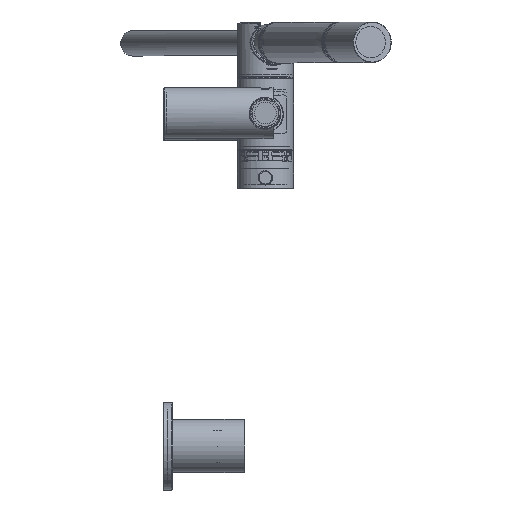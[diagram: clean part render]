
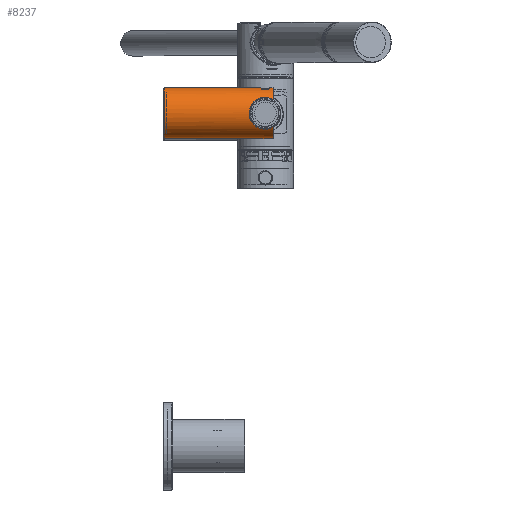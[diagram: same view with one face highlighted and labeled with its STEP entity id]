
A CAD part, top view. The second image highlights one B-rep face of the part: STEP entity #8237.
In plain terms, the highlighted cylindrical face has radius 15 mm (diameter 30 mm), a full revolution.
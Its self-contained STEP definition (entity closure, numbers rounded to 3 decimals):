
#1027=B_SPLINE_CURVE_WITH_KNOTS('',3,(#14481,#14482,#14483,#14484,#14485,
#14486,#14487,#14488,#14489,#14490,#14491,#14492),.UNSPECIFIED.,.T.,.F.,
(1,1,1,1,1,1,1,1,1,1,1,1,1,1,1,1),(-0.005,-0.004,
-0.002,0.,0.002,0.004,0.006,
0.008,0.01,0.011,0.012,
0.014,0.016,0.017,0.019,
0.021),.UNSPECIFIED.);
#1028=B_SPLINE_CURVE_WITH_KNOTS('',3,(#14494,#14495,#14496,#14497,#14498,
#14499,#14500,#14501,#14502,#14503,#14504,#14505,#14506,#14507,#14508,#14509,
#14510,#14511,#14512),.UNSPECIFIED.,.F.,.F.,(4,1,1,1,1,1,1,1,1,1,1,1,1,
1,1,1,4),(0.,0.003,0.005,0.008,
0.01,0.013,0.016,0.018,
0.021,0.023,0.026,0.029,
0.031,0.034,0.036,0.039,
0.041),.UNSPECIFIED.);
#1029=B_SPLINE_CURVE_WITH_KNOTS('',3,(#14517,#14518,#14519,#14520,#14521,
#14522,#14523,#14524,#14525,#14526,#14527,#14528,#14529,#14530,#14531,#14532,
#14533,#14534,#14535),.UNSPECIFIED.,.F.,.F.,(4,1,1,1,1,1,1,1,1,1,1,1,1,
1,1,1,4),(0.,0.003,0.005,0.008,
0.01,0.013,0.016,0.018,
0.021,0.023,0.026,0.029,
0.031,0.034,0.036,0.039,
0.042),.UNSPECIFIED.);
#1345=CYLINDRICAL_SURFACE('',#10716,15.);
#1633=ORIENTED_EDGE('',*,*,#3957,.F.);
#1634=ORIENTED_EDGE('',*,*,#3958,.T.);
#1635=ORIENTED_EDGE('',*,*,#3959,.T.);
#1636=ORIENTED_EDGE('',*,*,#3960,.T.);
#1637=ORIENTED_EDGE('',*,*,#3961,.T.);
#1638=ORIENTED_EDGE('',*,*,#3962,.T.);
#3957=EDGE_CURVE('',#6524,#6524,#1027,.T.);
#3958=EDGE_CURVE('',#6525,#6526,#1028,.T.);
#3959=EDGE_CURVE('',#6526,#6527,#5134,.T.);
#3960=EDGE_CURVE('',#6527,#6528,#1029,.T.);
#3961=EDGE_CURVE('',#6528,#6525,#5135,.T.);
#3962=EDGE_CURVE('',#6529,#6529,#5136,.F.);
#5134=CIRCLE('',#10717,15.);
#5135=CIRCLE('',#10718,15.);
#5136=CIRCLE('',#10719,15.);
#5741=EDGE_LOOP('',(#1633));
#5742=EDGE_LOOP('',(#1634,#1635,#1636,#1637));
#5743=EDGE_LOOP('',(#1638));
#6524=VERTEX_POINT('',#14493);
#6525=VERTEX_POINT('',#14513);
#6526=VERTEX_POINT('',#14514);
#6527=VERTEX_POINT('',#14516);
#6528=VERTEX_POINT('',#14536);
#6529=VERTEX_POINT('',#14539);
#7403=FACE_BOUND('',#5741,.T.);
#7404=FACE_BOUND('',#5742,.T.);
#7405=FACE_BOUND('',#5743,.T.);
#8237=ADVANCED_FACE('',(#7403,#7404,#7405),#1345,.T.);
#10716=AXIS2_PLACEMENT_3D('',#14480,#11910,#11911);
#10717=AXIS2_PLACEMENT_3D('',#14515,#11912,#11913);
#10718=AXIS2_PLACEMENT_3D('',#14537,#11914,#11915);
#10719=AXIS2_PLACEMENT_3D('',#14538,#11916,#11917);
#11910=DIRECTION('',(-1.,0.,0.));
#11911=DIRECTION('',(0.,0.,1.));
#11912=DIRECTION('',(-1.,0.,0.));
#11913=DIRECTION('',(0.,0.,1.));
#11914=DIRECTION('',(-1.,0.,0.));
#11915=DIRECTION('',(0.,0.,1.));
#11916=DIRECTION('',(-1.,0.,0.));
#11917=DIRECTION('',(0.,0.,1.));
#14480=CARTESIAN_POINT('',(65.,0.,0.));
#14481=CARTESIAN_POINT('',(60.045,-2.611,-14.767));
#14482=CARTESIAN_POINT('',(58.082,-1.942,-14.894));
#14483=CARTESIAN_POINT('',(57.125,-0.046,-15.051));
#14484=CARTESIAN_POINT('',(58.019,1.89,-14.903));
#14485=CARTESIAN_POINT('',(59.96,2.608,-14.766));
#14486=CARTESIAN_POINT('',(61.916,1.94,-14.895));
#14487=CARTESIAN_POINT('',(62.711,0.376,-15.023));
#14488=CARTESIAN_POINT('',(62.437,-0.934,-14.98));
#14489=CARTESIAN_POINT('',(61.656,-2.,-14.879));
#14490=CARTESIAN_POINT('',(60.045,-2.611,-14.767));
#14491=CARTESIAN_POINT('',(58.082,-1.942,-14.894));
#14492=CARTESIAN_POINT('',(57.125,-0.046,-15.051));
#14493=CARTESIAN_POINT('',(58.25,-1.737,-14.899));
#14494=CARTESIAN_POINT('',(64.8,12.527,8.25));
#14495=CARTESIAN_POINT('',(64.098,12.251,8.67));
#14496=CARTESIAN_POINT('',(62.587,11.756,9.329));
#14497=CARTESIAN_POINT('',(60.02,11.44,9.7));
#14498=CARTESIAN_POINT('',(57.439,11.748,9.339));
#14499=CARTESIAN_POINT('',(55.159,12.494,8.347));
#14500=CARTESIAN_POINT('',(53.249,13.393,6.848));
#14501=CARTESIAN_POINT('',(51.763,14.235,4.905));
#14502=CARTESIAN_POINT('',(50.789,14.844,2.604));
#14503=CARTESIAN_POINT('',(50.433,15.076,0.006));
#14504=CARTESIAN_POINT('',(50.777,14.852,-2.554));
#14505=CARTESIAN_POINT('',(51.75,14.242,-4.888));
#14506=CARTESIAN_POINT('',(53.24,13.398,-6.839));
#14507=CARTESIAN_POINT('',(55.148,12.498,-8.34));
#14508=CARTESIAN_POINT('',(57.428,11.751,-9.335));
#14509=CARTESIAN_POINT('',(60.003,11.441,-9.699));
#14510=CARTESIAN_POINT('',(62.572,11.751,-9.335));
#14511=CARTESIAN_POINT('',(64.096,12.25,-8.671));
#14512=CARTESIAN_POINT('',(64.8,12.527,-8.25));
#14513=CARTESIAN_POINT('',(64.8,12.527,8.25));
#14514=CARTESIAN_POINT('',(64.8,12.527,-8.25));
#14515=CARTESIAN_POINT('',(64.8,0.,0.));
#14516=CARTESIAN_POINT('',(64.8,-12.527,-8.25));
#14517=CARTESIAN_POINT('',(64.8,-12.527,-8.25));
#14518=CARTESIAN_POINT('',(64.096,-12.25,-8.671));
#14519=CARTESIAN_POINT('',(62.571,-11.751,-9.335));
#14520=CARTESIAN_POINT('',(60.002,-11.441,-9.699));
#14521=CARTESIAN_POINT('',(57.427,-11.751,-9.335));
#14522=CARTESIAN_POINT('',(55.147,-12.498,-8.34));
#14523=CARTESIAN_POINT('',(53.239,-13.398,-6.838));
#14524=CARTESIAN_POINT('',(51.75,-14.243,-4.888));
#14525=CARTESIAN_POINT('',(50.777,-14.852,-2.553));
#14526=CARTESIAN_POINT('',(50.433,-15.076,0.007));
#14527=CARTESIAN_POINT('',(50.79,-14.843,2.605));
#14528=CARTESIAN_POINT('',(51.764,-14.234,4.906));
#14529=CARTESIAN_POINT('',(53.25,-13.392,6.849));
#14530=CARTESIAN_POINT('',(55.16,-12.493,8.348));
#14531=CARTESIAN_POINT('',(57.444,-11.748,9.339));
#14532=CARTESIAN_POINT('',(60.015,-11.44,9.699));
#14533=CARTESIAN_POINT('',(62.587,-11.755,9.33));
#14534=CARTESIAN_POINT('',(64.097,-12.251,8.67));
#14535=CARTESIAN_POINT('',(64.8,-12.527,8.25));
#14536=CARTESIAN_POINT('',(64.8,-12.527,8.25));
#14537=CARTESIAN_POINT('',(64.8,0.,0.));
#14538=CARTESIAN_POINT('',(0.2,0.,0.));
#14539=CARTESIAN_POINT('',(0.2,0.,15.));
